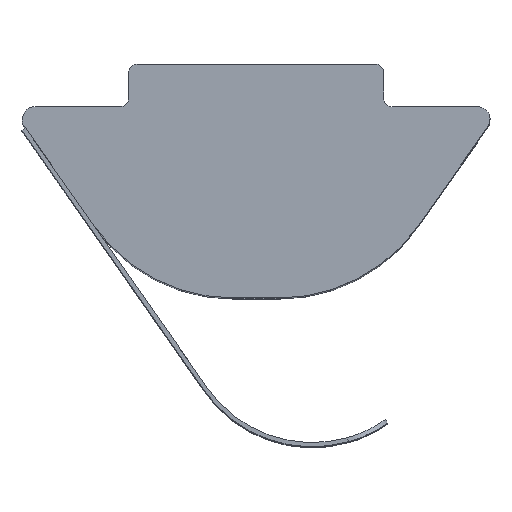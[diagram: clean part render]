
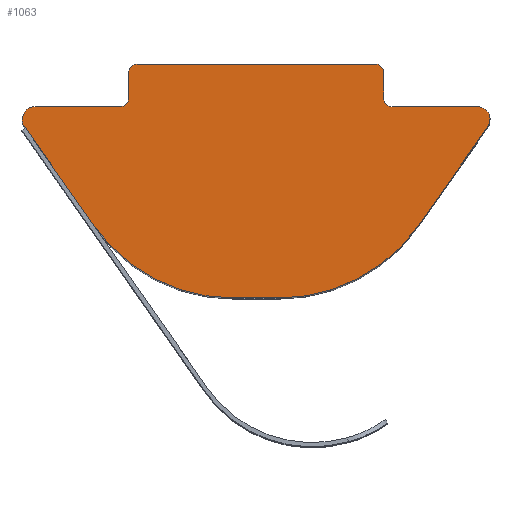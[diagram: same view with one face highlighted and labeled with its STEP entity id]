
A CAD part, top view. The second image highlights one B-rep face of the part: STEP entity #1063.
In plain terms, the highlighted planar face has unit normal (0, 0, 1).
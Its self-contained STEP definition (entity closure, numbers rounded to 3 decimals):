
#5 = ORIENTED_EDGE ( 'NONE', *, *, #1332, .T. ) ;
#26 = EDGE_LOOP ( 'NONE', ( #1212, #42, #1121, #1338, #917, #722, #971, #682, #942, #685, #5, #233, #1216, #970, #476, #501, #915 ) ) ;
#35 = CARTESIAN_POINT ( 'NONE',  ( -3., 0., 8. ) ) ;
#42 = ORIENTED_EDGE ( 'NONE', *, *, #964, .T. ) ;
#53 = CARTESIAN_POINT ( 'NONE',  ( -5.446, -1.472, 8. ) ) ;
#69 = VECTOR ( 'NONE', #1262, 1000. ) ;
#70 = AXIS2_PLACEMENT_3D ( 'NONE', #1125, #429, #1251 ) ;
#73 = CARTESIAN_POINT ( 'NONE',  ( 2.8, -0.2, 8. ) ) ;
#80 = VERTEX_POINT ( 'NONE', #1213 ) ;
#97 = AXIS2_PLACEMENT_3D ( 'NONE', #322, #1142, #451 ) ;
#98 = CARTESIAN_POINT ( 'NONE',  ( -5.2, -1.3, 8. ) ) ;
#102 = VERTEX_POINT ( 'NONE', #53 ) ;
#105 = LINE ( 'NONE', #555, #69 ) ;
#124 = DIRECTION ( 'NONE',  ( 0.574, -0.819, 0. ) ) ;
#135 = CARTESIAN_POINT ( 'NONE',  ( -2.8, -0.2, 8. ) ) ;
#146 = EDGE_CURVE ( 'NONE', #1165, #331, #668, .T. ) ;
#149 = CARTESIAN_POINT ( 'NONE',  ( -3.2, -0.8, 8. ) ) ;
#151 = VERTEX_POINT ( 'NONE', #675 ) ;
#156 = VERTEX_POINT ( 'NONE', #1130 ) ;
#182 = CARTESIAN_POINT ( 'NONE',  ( 5.2, -1.3, 8. ) ) ;
#189 = VERTEX_POINT ( 'NONE', #678 ) ;
#195 = DIRECTION ( 'NONE',  ( 1., 0., 0. ) ) ;
#220 = DIRECTION ( 'NONE',  ( 1., 0., 0. ) ) ;
#233 = ORIENTED_EDGE ( 'NONE', *, *, #146, .T. ) ;
#234 = CARTESIAN_POINT ( 'NONE',  ( -0.543, -5.5, 8. ) ) ;
#264 = DIRECTION ( 'NONE',  ( 1., 0., 0. ) ) ;
#268 = EDGE_CURVE ( 'NONE', #388, #869, #515, .T. ) ;
#271 = VERTEX_POINT ( 'NONE', #1169 ) ;
#276 = DIRECTION ( 'NONE',  ( 1., 0., 0. ) ) ;
#289 = DIRECTION ( 'NONE',  ( 0., 0., 1. ) ) ;
#308 = DIRECTION ( 'NONE',  ( -1., 0., 0. ) ) ;
#312 = DIRECTION ( 'NONE',  ( 1., 0., 0. ) ) ;
#322 = CARTESIAN_POINT ( 'NONE',  ( -5.2, -1.3, 8. ) ) ;
#331 = VERTEX_POINT ( 'NONE', #602 ) ;
#332 = EDGE_CURVE ( 'NONE', #102, #342, #751, .T. ) ;
#337 = PLANE ( 'NONE',  #1100 ) ;
#342 = VERTEX_POINT ( 'NONE', #837 ) ;
#388 = VERTEX_POINT ( 'NONE', #969 ) ;
#405 = DIRECTION ( 'NONE',  ( -1., 0., 0. ) ) ;
#412 = CIRCLE ( 'NONE', #891, 0.3 ) ;
#429 = DIRECTION ( 'NONE',  ( 0., 0., -1. ) ) ;
#443 = VECTOR ( 'NONE', #124, 1000. ) ;
#447 = VECTOR ( 'NONE', #405, 1000. ) ;
#451 = DIRECTION ( 'NONE',  ( 1., 0., 0. ) ) ;
#455 = DIRECTION ( 'NONE',  ( 0., 0., 1. ) ) ;
#462 = EDGE_CURVE ( 'NONE', #151, #795, #644, .T. ) ;
#470 = DIRECTION ( 'NONE',  ( -1., 0., 0. ) ) ;
#472 = AXIS2_PLACEMENT_3D ( 'NONE', #73, #908, #195 ) ;
#476 = ORIENTED_EDGE ( 'NONE', *, *, #622, .T. ) ;
#481 = LINE ( 'NONE', #1227, #447 ) ;
#501 = ORIENTED_EDGE ( 'NONE', *, *, #511, .T. ) ;
#510 = DIRECTION ( 'NONE',  ( 0., 0., 1. ) ) ;
#511 = EDGE_CURVE ( 'NONE', #271, #513, #481, .T. ) ;
#513 = VERTEX_POINT ( 'NONE', #1346 ) ;
#515 = LINE ( 'NONE', #936, #1422 ) ;
#523 = EDGE_CURVE ( 'NONE', #331, #1502, #1345, .T. ) ;
#555 = CARTESIAN_POINT ( 'NONE',  ( 3., 0., 8. ) ) ;
#571 = CIRCLE ( 'NONE', #97, 0.3 ) ;
#575 = LINE ( 'NONE', #35, #846 ) ;
#579 = CARTESIAN_POINT ( 'NONE',  ( -3.2, -1., 8. ) ) ;
#602 = CARTESIAN_POINT ( 'NONE',  ( 0.543, -5.5, 8. ) ) ;
#622 = EDGE_CURVE ( 'NONE', #873, #271, #1195, .T. ) ;
#644 = CIRCLE ( 'NONE', #799, 0.2 ) ;
#654 = EDGE_CURVE ( 'NONE', #1502, #873, #879, .T. ) ;
#658 = CARTESIAN_POINT ( 'NONE',  ( -2.8, 0., 8. ) ) ;
#668 = LINE ( 'NONE', #1372, #1254 ) ;
#672 = FACE_OUTER_BOUND ( 'NONE', #26, .T. ) ;
#675 = CARTESIAN_POINT ( 'NONE',  ( -3., -0.8, 8. ) ) ;
#677 = CARTESIAN_POINT ( 'NONE',  ( 5.446, -1.472, 8. ) ) ;
#678 = CARTESIAN_POINT ( 'NONE',  ( 3., -0.8, 8. ) ) ;
#682 = ORIENTED_EDGE ( 'NONE', *, *, #786, .T. ) ;
#685 = ORIENTED_EDGE ( 'NONE', *, *, #332, .T. ) ;
#692 = AXIS2_PLACEMENT_3D ( 'NONE', #994, #289, #1110 ) ;
#698 = EDGE_CURVE ( 'NONE', #990, #102, #571, .T. ) ;
#705 = CIRCLE ( 'NONE', #472, 0.2 ) ;
#719 = CARTESIAN_POINT ( 'NONE',  ( -5.446, -1.472, 8. ) ) ;
#722 = ORIENTED_EDGE ( 'NONE', *, *, #462, .T. ) ;
#724 = VECTOR ( 'NONE', #1158, 1000. ) ;
#728 = AXIS2_PLACEMENT_3D ( 'NONE', #135, #968, #264 ) ;
#751 = LINE ( 'NONE', #719, #443 ) ;
#770 = EDGE_CURVE ( 'NONE', #795, #156, #1036, .T. ) ;
#776 = CIRCLE ( 'NONE', #728, 0.2 ) ;
#786 = EDGE_CURVE ( 'NONE', #156, #990, #412, .T. ) ;
#795 = VERTEX_POINT ( 'NONE', #579 ) ;
#799 = AXIS2_PLACEMENT_3D ( 'NONE', #149, #980, #276 ) ;
#837 = CARTESIAN_POINT ( 'NONE',  ( -3.82, -3.794, 8. ) ) ;
#846 = VECTOR ( 'NONE', #1337, 1000. ) ;
#869 = VERTEX_POINT ( 'NONE', #658 ) ;
#873 = VERTEX_POINT ( 'NONE', #1114 ) ;
#879 = LINE ( 'NONE', #677, #1526 ) ;
#891 = AXIS2_PLACEMENT_3D ( 'NONE', #98, #933, #220 ) ;
#908 = DIRECTION ( 'NONE',  ( 0., 0., 1. ) ) ;
#915 = ORIENTED_EDGE ( 'NONE', *, *, #935, .T. ) ;
#917 = ORIENTED_EDGE ( 'NONE', *, *, #1393, .T. ) ;
#926 = CIRCLE ( 'NONE', #70, 0.2 ) ;
#933 = DIRECTION ( 'NONE',  ( 0., 0., 1. ) ) ;
#935 = EDGE_CURVE ( 'NONE', #513, #189, #926, .T. ) ;
#936 = CARTESIAN_POINT ( 'NONE',  ( 3., 0., 8. ) ) ;
#942 = ORIENTED_EDGE ( 'NONE', *, *, #698, .T. ) ;
#964 = EDGE_CURVE ( 'NONE', #1478, #388, #705, .T. ) ;
#968 = DIRECTION ( 'NONE',  ( 0., 0., 1. ) ) ;
#969 = CARTESIAN_POINT ( 'NONE',  ( 2.8, 0., 8. ) ) ;
#970 = ORIENTED_EDGE ( 'NONE', *, *, #654, .T. ) ;
#971 = ORIENTED_EDGE ( 'NONE', *, *, #770, .T. ) ;
#980 = DIRECTION ( 'NONE',  ( 0., 0., -1. ) ) ;
#981 = EDGE_CURVE ( 'NONE', #189, #1478, #105, .T. ) ;
#990 = VERTEX_POINT ( 'NONE', #1139 ) ;
#994 = CARTESIAN_POINT ( 'NONE',  ( 0.543, -1.5, 8. ) ) ;
#1017 = DIRECTION ( 'NONE',  ( 0., 0., 1. ) ) ;
#1036 = LINE ( 'NONE', #1044, #724 ) ;
#1044 = CARTESIAN_POINT ( 'NONE',  ( -3., -1., 8. ) ) ;
#1063 = ADVANCED_FACE ( 'NONE', ( #672 ), #337, .T. ) ;
#1100 = AXIS2_PLACEMENT_3D ( 'NONE', #1148, #455, #1283 ) ;
#1110 = DIRECTION ( 'NONE',  ( 1., 0., 0. ) ) ;
#1114 = CARTESIAN_POINT ( 'NONE',  ( 5.446, -1.472, 8. ) ) ;
#1118 = CARTESIAN_POINT ( 'NONE',  ( 3., -0.2, 8. ) ) ;
#1121 = ORIENTED_EDGE ( 'NONE', *, *, #268, .T. ) ;
#1125 = CARTESIAN_POINT ( 'NONE',  ( 3.2, -0.8, 8. ) ) ;
#1130 = CARTESIAN_POINT ( 'NONE',  ( -5.2, -1., 8. ) ) ;
#1139 = CARTESIAN_POINT ( 'NONE',  ( -5.5, -1.3, 8. ) ) ;
#1142 = DIRECTION ( 'NONE',  ( 0., 0., 1. ) ) ;
#1146 = AXIS2_PLACEMENT_3D ( 'NONE', #1215, #510, #1333 ) ;
#1148 = CARTESIAN_POINT ( 'NONE',  ( -5.2, -1.3, 8. ) ) ;
#1158 = DIRECTION ( 'NONE',  ( -1., 0., 0. ) ) ;
#1165 = VERTEX_POINT ( 'NONE', #234 ) ;
#1169 = CARTESIAN_POINT ( 'NONE',  ( 5.2, -1., 8. ) ) ;
#1195 = CIRCLE ( 'NONE', #1490, 0.3 ) ;
#1212 = ORIENTED_EDGE ( 'NONE', *, *, #981, .T. ) ;
#1213 = CARTESIAN_POINT ( 'NONE',  ( -3., -0.2, 8. ) ) ;
#1215 = CARTESIAN_POINT ( 'NONE',  ( -0.543, -1.5, 8. ) ) ;
#1216 = ORIENTED_EDGE ( 'NONE', *, *, #523, .T. ) ;
#1227 = CARTESIAN_POINT ( 'NONE',  ( 3., -1., 8. ) ) ;
#1251 = DIRECTION ( 'NONE',  ( 1., 0., 0. ) ) ;
#1254 = VECTOR ( 'NONE', #312, 1000. ) ;
#1262 = DIRECTION ( 'NONE',  ( 0., 1., 0. ) ) ;
#1283 = DIRECTION ( 'NONE',  ( 1., 0., 0. ) ) ;
#1332 = EDGE_CURVE ( 'NONE', #342, #1165, #1529, .T. ) ;
#1333 = DIRECTION ( 'NONE',  ( -1., 0., 0. ) ) ;
#1337 = DIRECTION ( 'NONE',  ( 0., -1., 0. ) ) ;
#1338 = ORIENTED_EDGE ( 'NONE', *, *, #1533, .T. ) ;
#1345 = CIRCLE ( 'NONE', #692, 4. ) ;
#1346 = CARTESIAN_POINT ( 'NONE',  ( 3.2, -1., 8. ) ) ;
#1363 = CARTESIAN_POINT ( 'NONE',  ( 3.82, -3.794, 8. ) ) ;
#1372 = CARTESIAN_POINT ( 'NONE',  ( -0.543, -5.5, 8. ) ) ;
#1379 = DIRECTION ( 'NONE',  ( 0.574, 0.819, 0. ) ) ;
#1393 = EDGE_CURVE ( 'NONE', #80, #151, #575, .T. ) ;
#1422 = VECTOR ( 'NONE', #470, 1000. ) ;
#1478 = VERTEX_POINT ( 'NONE', #1118 ) ;
#1490 = AXIS2_PLACEMENT_3D ( 'NONE', #182, #1017, #308 ) ;
#1502 = VERTEX_POINT ( 'NONE', #1363 ) ;
#1526 = VECTOR ( 'NONE', #1379, 1000. ) ;
#1529 = CIRCLE ( 'NONE', #1146, 4. ) ;
#1533 = EDGE_CURVE ( 'NONE', #869, #80, #776, .T. ) ;
